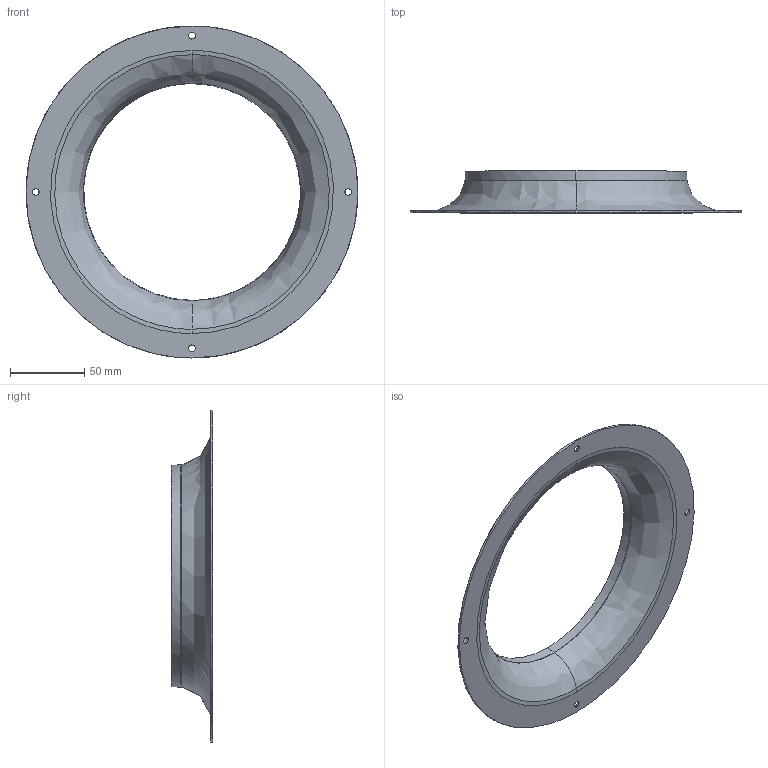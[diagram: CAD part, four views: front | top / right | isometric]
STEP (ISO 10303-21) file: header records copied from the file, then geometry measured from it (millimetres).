
FILE_DESCRIPTION (( 'STEP AP203' ), '1' );
FILE_NAME ('DR225A.stp', '2022-09-07T13:55:21', ( '' ), ( '' ), 'SwSTEP 2.0', 'SolidWorks 2018', '' );
FILE_SCHEMA (( 'CONFIG_CONTROL_DESIGN' ));
Length unit declared in the file: millimetre
Products named in the file (1): DR225A
Bounding box: 222.9 x 28 x 223 mm (x, y, z)
Volume: 45196.5 mm3; surface area: 62121.3 mm2
Topology: 1 solids, 1 shells, 29 faces, 66 edges, 40 vertices
Faces by surface type: bspline 29
Entity records: 1722 total; most frequent: CARTESIAN_POINT 1258, ORIENTED_EDGE 132, EDGE_CURVE 66, VERTEX_POINT 40, EDGE_LOOP 40, B_SPLINE_CURVE_WITH_KNOTS 30, FACE_OUTER_BOUND 29, ADVANCED_FACE 29
